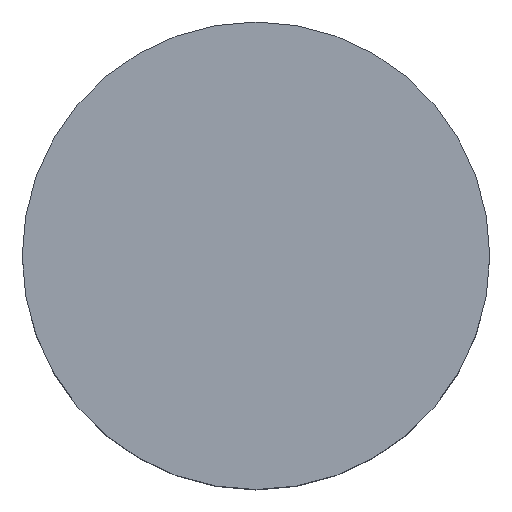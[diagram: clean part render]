
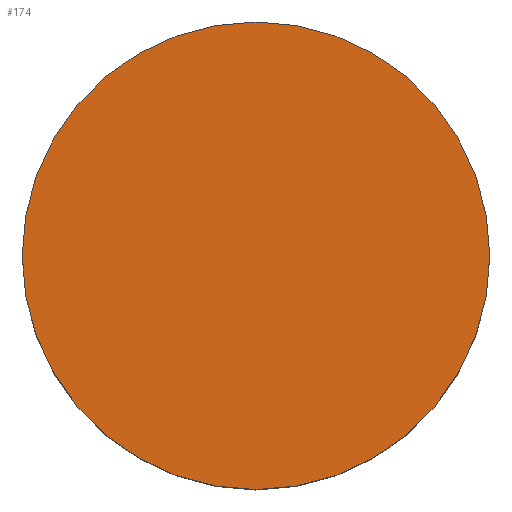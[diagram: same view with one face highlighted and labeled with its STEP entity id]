
A CAD part, top view. The second image highlights one B-rep face of the part: STEP entity #174.
In plain terms, the highlighted planar face has unit normal (0, 0, 1).
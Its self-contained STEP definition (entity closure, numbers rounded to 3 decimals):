
#5 = PLANE ( 'NONE',  #175 ) ;
#12 = ORIENTED_EDGE ( 'NONE', *, *, #206, .T. ) ;
#25 = CIRCLE ( 'NONE', #222, 3. ) ;
#66 = ORIENTED_EDGE ( 'NONE', *, *, #290, .T. ) ;
#67 = CIRCLE ( 'NONE', #325, 3. ) ;
#72 = CARTESIAN_POINT ( 'NONE',  ( 3., 0., 0. ) ) ;
#92 = DIRECTION ( 'NONE',  ( 1., 0., 0. ) ) ;
#107 = DIRECTION ( 'NONE',  ( 0., 0., 1. ) ) ;
#116 = DIRECTION ( 'NONE',  ( 0., 0., 1. ) ) ;
#121 = DIRECTION ( 'NONE',  ( 0., 0., 1. ) ) ;
#145 = EDGE_LOOP ( 'NONE', ( #66, #12 ) ) ;
#174 = ADVANCED_FACE ( 'NONE', ( #338 ), #5, .T. ) ;
#175 = AXIS2_PLACEMENT_3D ( 'NONE', #279, #121, #216 ) ;
#206 = EDGE_CURVE ( 'NONE', #238, #318, #25, .T. ) ;
#216 = DIRECTION ( 'NONE',  ( 1., 0., 0. ) ) ;
#222 = AXIS2_PLACEMENT_3D ( 'NONE', #306, #116, #92 ) ;
#238 = VERTEX_POINT ( 'NONE', #303 ) ;
#279 = CARTESIAN_POINT ( 'NONE',  ( 0., 0., 0. ) ) ;
#289 = DIRECTION ( 'NONE',  ( 1., 0., 0. ) ) ;
#290 = EDGE_CURVE ( 'NONE', #318, #238, #67, .T. ) ;
#303 = CARTESIAN_POINT ( 'NONE',  ( -3., 0., 0. ) ) ;
#306 = CARTESIAN_POINT ( 'NONE',  ( 0., 0., 0. ) ) ;
#318 = VERTEX_POINT ( 'NONE', #72 ) ;
#325 = AXIS2_PLACEMENT_3D ( 'NONE', #349, #107, #289 ) ;
#338 = FACE_OUTER_BOUND ( 'NONE', #145, .T. ) ;
#349 = CARTESIAN_POINT ( 'NONE',  ( 0., 0., 0. ) ) ;
